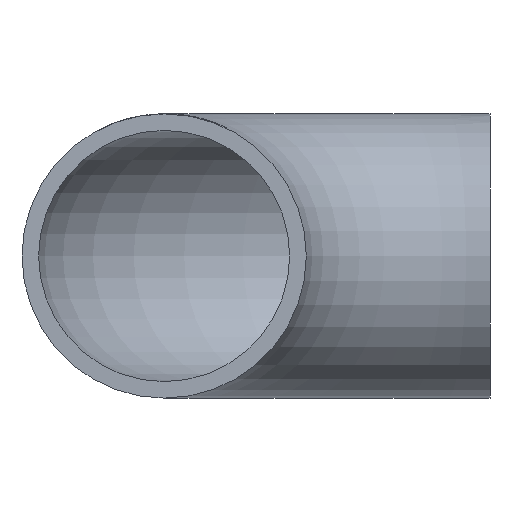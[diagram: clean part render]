
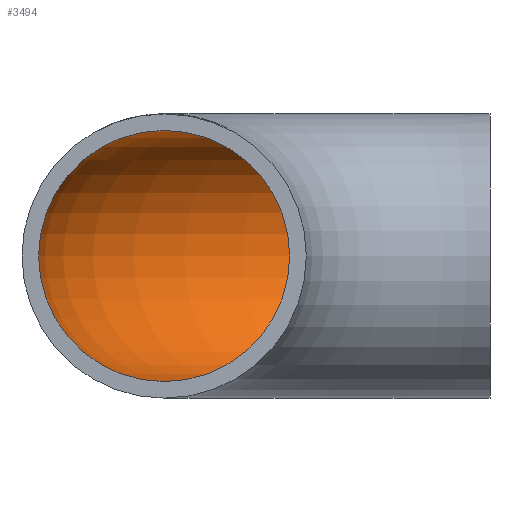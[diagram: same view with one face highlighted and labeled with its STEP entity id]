
A CAD part, front view. The second image highlights one B-rep face of the part: STEP entity #3494.
In plain terms, the highlighted toroidal (fillet/blend) face has major radius 51 mm and minor radius 19.65 mm.
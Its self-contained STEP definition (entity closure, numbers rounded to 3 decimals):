
#138 = FACE_OUTER_BOUND ( 'NONE', #7978, .T. ) ;
#144 = AXIS2_PLACEMENT_3D ( 'NONE', #8732, #4562, #4582 ) ;
#441 = DIRECTION ( 'NONE',  ( 0., 1., 0. ) ) ;
#1075 = CARTESIAN_POINT ( 'NONE',  ( -51., 0., 0. ) ) ;
#1132 = DIRECTION ( 'NONE',  ( 0., 0., 1. ) ) ;
#1413 = AXIS2_PLACEMENT_3D ( 'NONE', #8562, #4564, #441 ) ;
#1570 = ORIENTED_EDGE ( 'NONE', *, *, #6273, .T. ) ;
#1809 = CARTESIAN_POINT ( 'NONE',  ( 0., 70.65, 0. ) ) ;
#1909 = CIRCLE ( 'NONE', #1413, 19.65 ) ;
#2709 = TOROIDAL_SURFACE ( 'NONE', #144, 51., 19.65 ) ;
#3176 = DIRECTION ( 'NONE',  ( 0., 1., 0. ) ) ;
#3494 = ADVANCED_FACE ( 'NONE', ( #138, #7306 ), #2709, .F. ) ;
#3844 = VERTEX_POINT ( 'NONE', #7980 ) ;
#4180 = AXIS2_PLACEMENT_3D ( 'NONE', #1075, #3176, #1132 ) ;
#4385 = CIRCLE ( 'NONE', #4180, 19.65 ) ;
#4562 = DIRECTION ( 'NONE',  ( 0., 0., -1. ) ) ;
#4564 = DIRECTION ( 'NONE',  ( 1., 0., 0. ) ) ;
#4582 = DIRECTION ( 'NONE',  ( -1., 0., 0. ) ) ;
#5380 = EDGE_LOOP ( 'NONE', ( #5645 ) ) ;
#5645 = ORIENTED_EDGE ( 'NONE', *, *, #6446, .F. ) ;
#6273 = EDGE_CURVE ( 'NONE', #7358, #7358, #1909, .T. ) ;
#6446 = EDGE_CURVE ( 'NONE', #3844, #3844, #4385, .T. ) ;
#7306 = FACE_OUTER_BOUND ( 'NONE', #5380, .T. ) ;
#7358 = VERTEX_POINT ( 'NONE', #1809 ) ;
#7978 = EDGE_LOOP ( 'NONE', ( #1570 ) ) ;
#7980 = CARTESIAN_POINT ( 'NONE',  ( -51., 0., 19.65 ) ) ;
#8562 = CARTESIAN_POINT ( 'NONE',  ( 0., 51., 0. ) ) ;
#8732 = CARTESIAN_POINT ( 'NONE',  ( 0., 0., 0. ) ) ;
